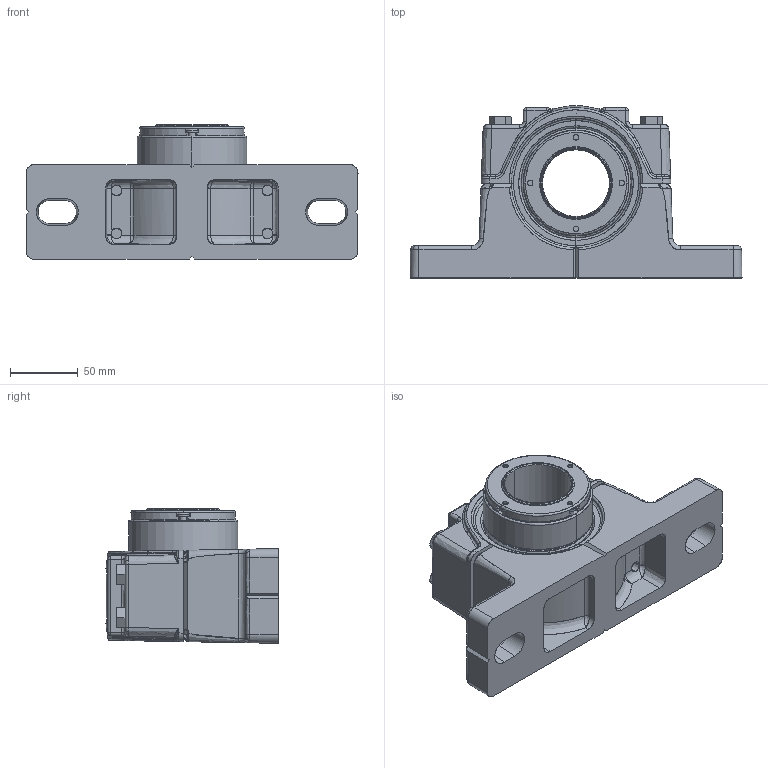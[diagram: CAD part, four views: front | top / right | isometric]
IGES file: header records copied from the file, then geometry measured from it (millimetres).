
Start section: SolidWorks IGES file using analytic representation for surfaces
Global section: file name: USDEFAU08121617162268.igs; native system: SolidWorks 2017; preprocessor: SolidWorks 2017; author: partstream; date: 170812.161724; units: inch
Bounding box: 244.47 x 126.75 x 99.16 mm (x, y, z)
Surface area: 180935.8 mm2 (no closed solid volume)
Topology: 0 solids, 0 shells, 821 faces, 11734 edges, 11701 vertices
Faces by surface type: bspline 483, revolution 338
